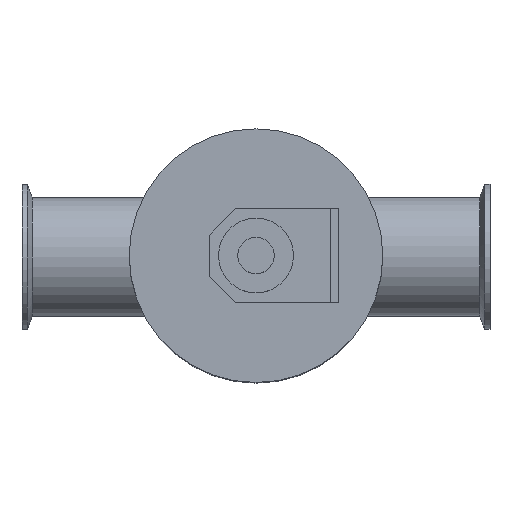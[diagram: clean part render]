
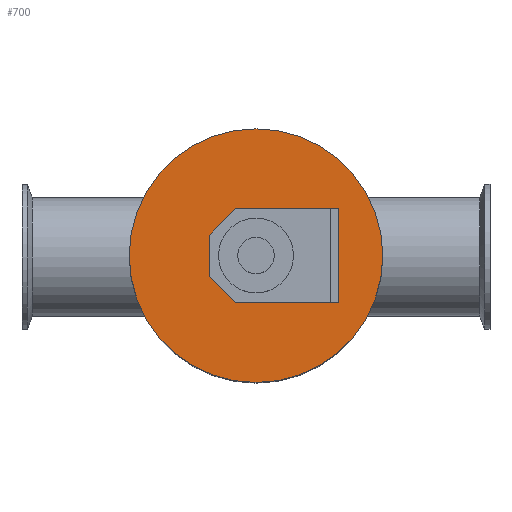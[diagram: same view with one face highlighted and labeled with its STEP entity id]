
A CAD part, top view. The second image highlights one B-rep face of the part: STEP entity #700.
In plain terms, the highlighted planar face has unit normal (0, 0, 1).
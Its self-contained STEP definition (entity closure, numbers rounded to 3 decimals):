
#170=FACE_OUTER_BOUND('',#228,.T.);
#228=EDGE_LOOP('',(#501));
#291=CIRCLE('',#829,67.75);
#337=VERTEX_POINT('',#1201);
#399=EDGE_CURVE('',#337,#337,#291,.T.);
#501=ORIENTED_EDGE('',*,*,#399,.F.);
#669=PLANE('',#828);
#700=ADVANCED_FACE('',(#170),#669,.T.);
#828=AXIS2_PLACEMENT_3D('',#1200,#959,#960);
#829=AXIS2_PLACEMENT_3D('',#1202,#961,#962);
#959=DIRECTION('center_axis',(0.,0.,1.));
#960=DIRECTION('ref_axis',(1.,0.,0.));
#961=DIRECTION('center_axis',(0.,0.,-1.));
#962=DIRECTION('ref_axis',(-1.,0.,0.));
#1200=CARTESIAN_POINT('Origin',(-33.875,0.,351.25));
#1201=CARTESIAN_POINT('',(67.75,0.,351.25));
#1202=CARTESIAN_POINT('Origin',(0.,0.,351.25));
